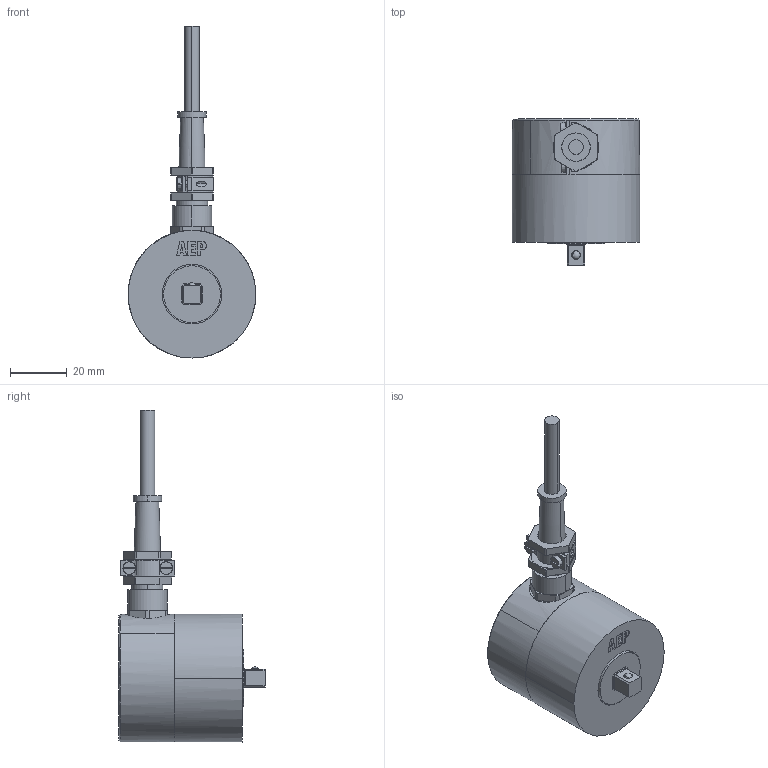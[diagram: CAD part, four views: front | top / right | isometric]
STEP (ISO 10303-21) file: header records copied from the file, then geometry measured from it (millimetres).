
FILE_DESCRIPTION(('STEP AP214'),'1');
FILE_NAME('TRS_1_4.stp','2018-02-26T15:55:54',(' '),(' '),'Spatial InterOp 3D',' ',' ');
FILE_SCHEMA(('automotive_design'));
Length unit declared in the file: metre
Products named in the file (1): 1
Bounding box: 45 x 51.51 x 117.06 mm (x, y, z)
Volume: 74562.7 mm3; surface area: 13514.8 mm2
Topology: 1 solids, 1 shells, 257 faces, 691 edges, 452 vertices
Faces by surface type: plane 131, cylinder 95, torus 16, cone 10, extrusion 3, sphere 2
Entity records: 10436 total; most frequent: CARTESIAN_POINT 1705, DIRECTION 1443, ORIENTED_EDGE 1374, EDGE_CURVE 687, AXIS2_PLACEMENT_3D 531, VERTEX_POINT 452, VECTOR 381, LINE 378
